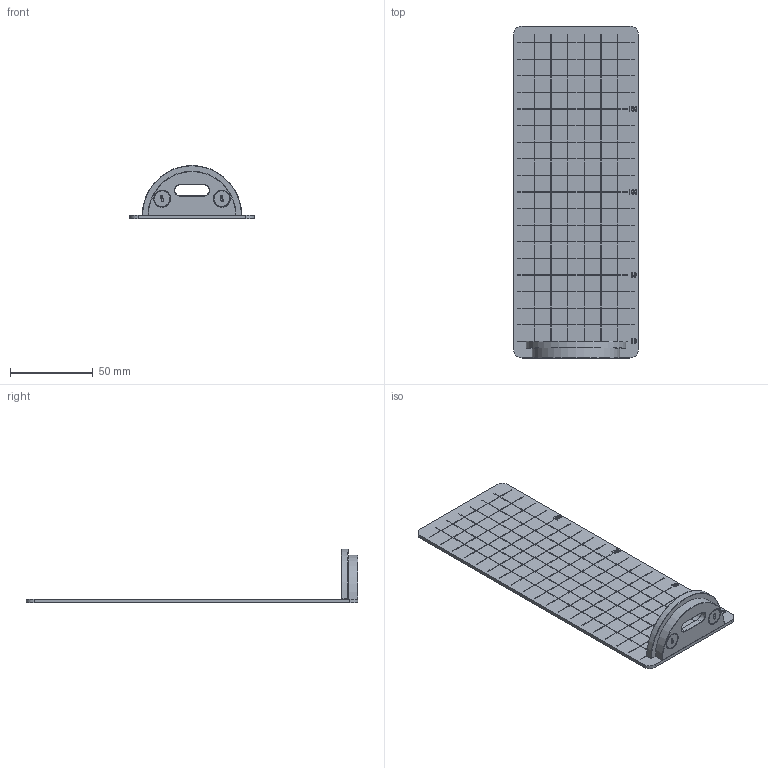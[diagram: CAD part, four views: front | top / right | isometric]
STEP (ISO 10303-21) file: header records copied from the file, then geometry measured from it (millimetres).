
FILE_DESCRIPTION (( 'STEP AP203' ), '1' );
FILE_NAME ('526051.STEP', '2023-10-07T01:51:47', ( 'Windows User' ), ( 'P R C' ), 'SwSTEP 2.0', 'SolidWorks 2020', '' );
FILE_SCHEMA (( 'CONFIG_CONTROL_DESIGN' ));
Length unit declared in the file: millimetre
Products named in the file (1): 526051
Bounding box: 75 x 200 x 32 mm (x, y, z)
Volume: 39817.4 mm3; surface area: 37705.4 mm2
Topology: 5 solids, 5 shells, 940 faces, 2432 edges, 1616 vertices
Faces by surface type: plane 785, bspline 120, cylinder 19, cone 16
Full cylindrical faces by diameter (mm): 3.3 x2, 4 x1, 4.5 x2, 10 x4
Entity records: 34224 total; most frequent: CARTESIAN_POINT 12029, ORIENTED_EDGE 4814, DIRECTION 3853, EDGE_CURVE 2407, VECTOR 2107, LINE 2107, VERTEX_POINT 1613, EDGE_LOOP 1082
